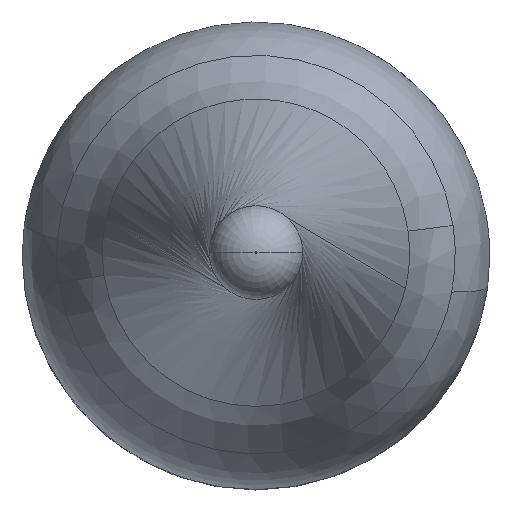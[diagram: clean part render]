
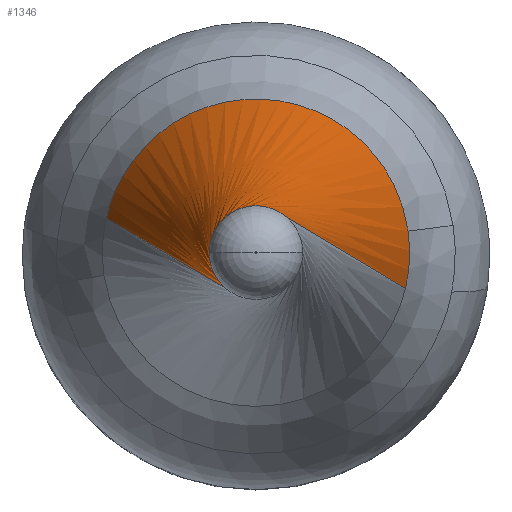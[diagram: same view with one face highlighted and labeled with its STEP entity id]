
A CAD part, top view. The second image highlights one B-rep face of the part: STEP entity #1346.
In plain terms, the highlighted free-form (B-spline) face has degree [3, 1] with [7, 2] control points.
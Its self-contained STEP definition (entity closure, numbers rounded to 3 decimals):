
#49 = ORIENTED_EDGE ( 'NONE', *, *, #445, .T. ) ;
#50 = AXIS2_PLACEMENT_3D ( 'NONE', #988, #876, #229 ) ;
#53 = ORIENTED_EDGE ( 'NONE', *, *, #1073, .T. ) ;
#58 = CARTESIAN_POINT ( 'NONE',  ( -1.022, 4.126, 14.015 ) ) ;
#59 = CARTESIAN_POINT ( 'NONE',  ( -2.902, 3.082, 14.035 ) ) ;
#82 = CARTESIAN_POINT ( 'NONE',  ( 4.183, 0.136, 14.093 ) ) ;
#122 = VERTEX_POINT ( 'NONE', #149 ) ;
#143 = CARTESIAN_POINT ( 'NONE',  ( 2.024, 3.73, 14.023 ) ) ;
#147 = ORIENTED_EDGE ( 'NONE', *, *, #1038, .F. ) ;
#148 = CARTESIAN_POINT ( 'NONE',  ( 4.065, 1.141, 14.073 ) ) ;
#149 = CARTESIAN_POINT ( 'NONE',  ( 4.134, 0.658, 14.083 ) ) ;
#184 = CARTESIAN_POINT ( 'NONE',  ( 5.026, -1.469, 10. ) ) ;
#199 = VERTEX_POINT ( 'NONE', #737 ) ;
#203 = CARTESIAN_POINT ( 'NONE',  ( 0.847, 0.999, 27.816 ) ) ;
#225 = VERTEX_POINT ( 'NONE', #629 ) ;
#229 = DIRECTION ( 'NONE',  ( 1., 0., 0. ) ) ;
#244 = CARTESIAN_POINT ( 'NONE',  ( 3.147, 2.825, 14.04 ) ) ;
#248 = AXIS2_PLACEMENT_3D ( 'NONE', #759, #1173, #1186 ) ;
#256 = CARTESIAN_POINT ( 'NONE',  ( -1.706, 3.889, 14.019 ) ) ;
#267 = CARTESIAN_POINT ( 'NONE',  ( -4.07, 1.004, 14.076 ) ) ;
#292 = CARTESIAN_POINT ( 'NONE',  ( -4.07, 1.004, 14.076 ) ) ;
#297 = CARTESIAN_POINT ( 'NONE',  ( 0.569, 1.163, 29. ) ) ;
#299 = CIRCLE ( 'NONE', #248, 1.272 ) ;
#300 = CIRCLE ( 'NONE', #50, 1.272 ) ;
#320 = B_SPLINE_CURVE_WITH_KNOTS ( 'NONE', 1,
 ( #292, #532 ),
 .UNSPECIFIED., .F., .F.,
 ( 2, 2 ),
 ( 0.215, 0.938 ),
 .UNSPECIFIED. ) ;
#380 = CARTESIAN_POINT ( 'NONE',  ( -1.989, 11.619, 10. ) ) ;
#383 = CARTESIAN_POINT ( 'NONE',  ( 4.061, -0.899, 14.113 ) ) ;
#413 = CARTESIAN_POINT ( 'NONE',  ( -8.063, -8.483, 10. ) ) ;
#445 = EDGE_CURVE ( 'NONE', #199, #854, #299, .T. ) ;
#467 = CARTESIAN_POINT ( 'NONE',  ( 0.659, 4.201, 14.013 ) ) ;
#468 = B_SPLINE_CURVE_WITH_KNOTS ( 'NONE', 3,
 ( #715, #148, #492, #928, #1349, #244, #904, #690, #1228, #143, #577, #1017, #1008, #467, #799, #582, #898, #1013, #58, #1237, #256, #1129, #910, #1014, #59, #595, #496, #1338, #1244, #1027, #900, #267 ),
 .UNSPECIFIED., .F., .F.,
 ( 4, 2, 2, 2, 2, 2, 2, 2, 2, 2, 2, 2, 2, 2, 2, 4 ),
 ( 0.001, 0.002, 0.003, 0.004, 0.004, 0.005, 0.006, 0.006, 0.007, 0.008, 0.009, 0.009, 0.01, 0.011, 0.012, 0.012 ),
 .UNSPECIFIED. ) ;
#492 = CARTESIAN_POINT ( 'NONE',  ( 3.916, 1.599, 14.064 ) ) ;
#494 = CARTESIAN_POINT ( 'NONE',  ( -5.026, 1.568, 10. ) ) ;
#496 = CARTESIAN_POINT ( 'NONE',  ( -3.379, 2.535, 14.046 ) ) ;
#532 = CARTESIAN_POINT ( 'NONE',  ( -0.847, -0.899, 27.816 ) ) ;
#556 = ORIENTED_EDGE ( 'NONE', *, *, #987, .T. ) ;
#568 = B_SPLINE_CURVE_WITH_KNOTS ( 'NONE', 1,
 ( #738, #203 ),
 .UNSPECIFIED., .F., .F.,
 ( 2, 2 ),
 ( 0.216, 0.938 ),
 .UNSPECIFIED. ) ;
#577 = CARTESIAN_POINT ( 'NONE',  ( 1.808, 3.842, 14.02 ) ) ;
#582 = CARTESIAN_POINT ( 'NONE',  ( -0.067, 4.252, 14.012 ) ) ;
#595 = CARTESIAN_POINT ( 'NONE',  ( -3.229, 2.728, 14.042 ) ) ;
#605 = EDGE_CURVE ( 'NONE', #122, #225, #468, .T. ) ;
#625 = CARTESIAN_POINT ( 'NONE',  ( -0.569, -1.063, 29. ) ) ;
#629 = CARTESIAN_POINT ( 'NONE',  ( -4.07, 1.004, 14.076 ) ) ;
#644 = CARTESIAN_POINT ( 'NONE',  ( 4.17, 0.399, 14.088 ) ) ;
#660 = ORIENTED_EDGE ( 'NONE', *, *, #605, .T. ) ;
#690 = CARTESIAN_POINT ( 'NONE',  ( 2.622, 3.329, 14.03 ) ) ;
#715 = CARTESIAN_POINT ( 'NONE',  ( 4.134, 0.658, 14.083 ) ) ;
#737 = CARTESIAN_POINT ( 'NONE',  ( -0.847, -0.899, 27.816 ) ) ;
#738 = CARTESIAN_POINT ( 'NONE',  ( 4.061, -0.899, 14.113 ) ) ;
#744 = CARTESIAN_POINT ( 'NONE',  ( -2.795, 0.074, 29. ) ) ;
#759 = CARTESIAN_POINT ( 'NONE',  ( 0., 0.05, 27.816 ) ) ;
#799 = CARTESIAN_POINT ( 'NONE',  ( 0.418, 4.232, 14.013 ) ) ;
#818 =( BOUNDED_SURFACE ( )  B_SPLINE_SURFACE ( 3, 1, ( 
 ( #494, #947 ),
 ( #413, #953 ),
 ( #1179, #1061 ),
 ( #184, #297 ),
 ( #919, #824 ),
 ( #380, #744 ),
 ( #848, #625 ) ),
 .UNSPECIFIED., .T., .F., .T. ) 
 B_SPLINE_SURFACE_WITH_KNOTS ( ( 4, 3, 4 ),
 ( 2, 2 ),
 ( 0., 0.5, 1. ),
 ( 0., 1. ),
 .UNSPECIFIED. ) 
 GEOMETRIC_REPRESENTATION_ITEM ( )  RATIONAL_B_SPLINE_SURFACE ( (
 ( 1., 1.),
 ( 0.333, 0.333),
 ( 0.333, 0.333),
 ( 1., 1.),
 ( 0.333, 0.333),
 ( 0.333, 0.333),
 ( 1., 1.) ) ) 
 REPRESENTATION_ITEM ( '' )  SURFACE ( )  );
#824 = CARTESIAN_POINT ( 'NONE',  ( -1.657, 2.3, 29. ) ) ;
#848 = CARTESIAN_POINT ( 'NONE',  ( -5.026, 1.568, 10. ) ) ;
#854 = VERTEX_POINT ( 'NONE', #1261 ) ;
#875 = ORIENTED_EDGE ( 'NONE', *, *, #1128, .T. ) ;
#876 = DIRECTION ( 'NONE',  ( 0., 0., -1. ) ) ;
#898 = CARTESIAN_POINT ( 'NONE',  ( -0.307, 4.242, 14.013 ) ) ;
#900 = CARTESIAN_POINT ( 'NONE',  ( -4.016, 1.239, 14.071 ) ) ;
#904 = CARTESIAN_POINT ( 'NONE',  ( 2.982, 3.003, 14.037 ) ) ;
#910 = CARTESIAN_POINT ( 'NONE',  ( -2.34, 3.537, 14.026 ) ) ;
#919 = CARTESIAN_POINT ( 'NONE',  ( 8.063, 8.582, 10. ) ) ;
#928 = CARTESIAN_POINT ( 'NONE',  ( 3.574, 2.243, 14.052 ) ) ;
#947 = CARTESIAN_POINT ( 'NONE',  ( -0.569, -1.063, 29. ) ) ;
#953 = CARTESIAN_POINT ( 'NONE',  ( 1.657, -2.201, 29. ) ) ;
#966 = CARTESIAN_POINT ( 'NONE',  ( 4.061, -0.899, 14.113 ) ) ;
#987 = EDGE_CURVE ( 'NONE', #225, #199, #320, .T. ) ;
#988 = CARTESIAN_POINT ( 'NONE',  ( 0., 0.05, 27.816 ) ) ;
#1005 = VERTEX_POINT ( 'NONE', #966 ) ;
#1008 = CARTESIAN_POINT ( 'NONE',  ( 1.129, 4.098, 14.015 ) ) ;
#1013 = CARTESIAN_POINT ( 'NONE',  ( -0.784, 4.179, 14.014 ) ) ;
#1014 = CARTESIAN_POINT ( 'NONE',  ( -2.725, 3.243, 14.032 ) ) ;
#1017 = CARTESIAN_POINT ( 'NONE',  ( 1.359, 4.026, 14.017 ) ) ;
#1027 = CARTESIAN_POINT ( 'NONE',  ( -3.94, 1.472, 14.067 ) ) ;
#1038 = EDGE_CURVE ( 'NONE', #1005, #1226, #568, .T. ) ;
#1055 = CARTESIAN_POINT ( 'NONE',  ( 4.158, -0.386, 14.103 ) ) ;
#1061 = CARTESIAN_POINT ( 'NONE',  ( 2.795, 0.025, 29. ) ) ;
#1073 = EDGE_CURVE ( 'NONE', #1005, #122, #1126, .T. ) ;
#1074 = CARTESIAN_POINT ( 'NONE',  ( 4.134, 0.658, 14.083 ) ) ;
#1078 = EDGE_LOOP ( 'NONE', ( #147, #53, #660, #556, #49, #875 ) ) ;
#1126 = B_SPLINE_CURVE_WITH_KNOTS ( 'NONE', 3,
 ( #383, #1175, #1055, #82, #644, #1074 ),
 .UNSPECIFIED., .F., .F.,
 ( 4, 2, 4 ),
 ( 0.025, 0.026, 0.027 ),
 .UNSPECIFIED. ) ;
#1128 = EDGE_CURVE ( 'NONE', #854, #1226, #300, .T. ) ;
#1129 = CARTESIAN_POINT ( 'NONE',  ( -2.133, 3.668, 14.024 ) ) ;
#1154 = FACE_OUTER_BOUND ( 'NONE', #1078, .T. ) ;
#1173 = DIRECTION ( 'NONE',  ( 0., 0., -1. ) ) ;
#1175 = CARTESIAN_POINT ( 'NONE',  ( 4.121, -0.646, 14.108 ) ) ;
#1179 = CARTESIAN_POINT ( 'NONE',  ( 1.989, -11.52, 10. ) ) ;
#1186 = DIRECTION ( 'NONE',  ( 1., 0., 0. ) ) ;
#1226 = VERTEX_POINT ( 'NONE', #1269 ) ;
#1228 = CARTESIAN_POINT ( 'NONE',  ( 2.43, 3.474, 14.028 ) ) ;
#1237 = CARTESIAN_POINT ( 'NONE',  ( -1.484, 3.981, 14.018 ) ) ;
#1244 = CARTESIAN_POINT ( 'NONE',  ( -3.753, 1.916, 14.058 ) ) ;
#1261 = CARTESIAN_POINT ( 'NONE',  ( -1.272, 0.05, 27.816 ) ) ;
#1269 = CARTESIAN_POINT ( 'NONE',  ( 0.847, 0.999, 27.816 ) ) ;
#1338 = CARTESIAN_POINT ( 'NONE',  ( -3.641, 2.128, 14.054 ) ) ;
#1346 = ADVANCED_FACE ( 'NONE', ( #1154 ), #818, .T. ) ;
#1349 = CARTESIAN_POINT ( 'NONE',  ( 3.442, 2.445, 14.048 ) ) ;
